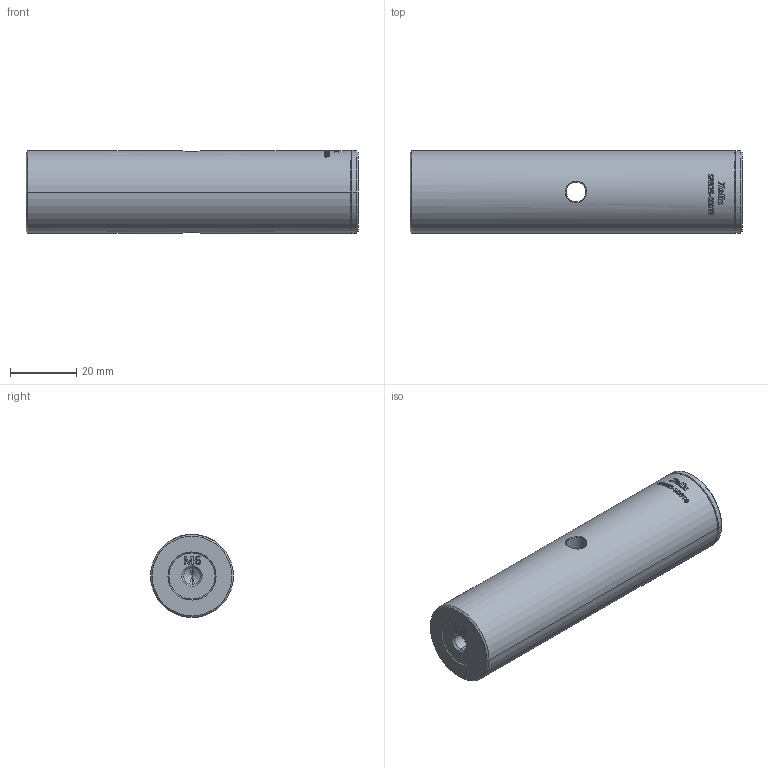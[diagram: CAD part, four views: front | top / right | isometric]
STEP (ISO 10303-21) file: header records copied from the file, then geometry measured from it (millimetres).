
FILE_DESCRIPTION (( 'STEP AP214' ), '1' );
FILE_NAME ('SRB25-100T6.STEP', '2025-07-10T01:17:57', ( '' ), ( '' ), 'SwSTEP 2.0', 'SolidWorks 2020', '' );
FILE_SCHEMA (( 'AUTOMOTIVE_DESIGN' ));
Length unit declared in the file: millimetre
Products named in the file (1): SRB25-100T6
Bounding box: 100 x 25 x 25 mm (x, y, z)
Volume: 47759.9 mm3; surface area: 9641 mm2
Topology: 1 solids, 1 shells, 155 faces, 634 edges, 512 vertices
Faces by surface type: bspline 50, cylinder 41, plane 36, cone 28
Entity records: 15364 total; most frequent: CARTESIAN_POINT 9199, ORIENTED_EDGE 1252, EDGE_CURVE 626, DIRECTION 562, VERTEX_POINT 512, B_SPLINE_CURVE_WITH_KNOTS 359, EDGE_LOOP 196, AXIS2_PLACEMENT_3D 189
